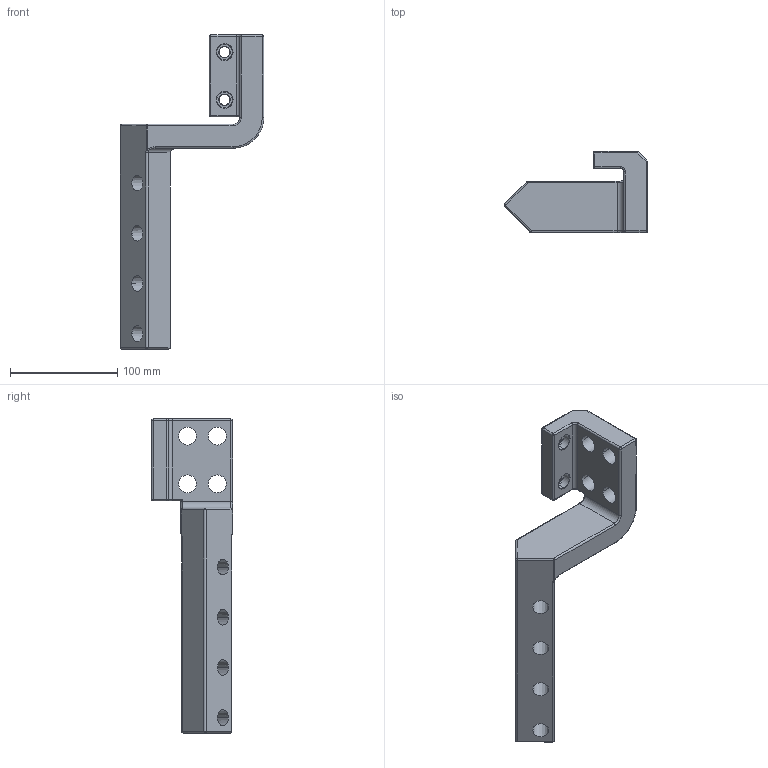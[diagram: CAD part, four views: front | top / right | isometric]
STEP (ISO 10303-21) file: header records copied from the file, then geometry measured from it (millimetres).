
FILE_DESCRIPTION((''),'2;1');
FILE_NAME('SE142C-055','2005-12-02T',('ban'),('ORNL/UT-Battelle'),'PRO/ENGINEER BY PARAMETRIC TECHNOLOGY CORPORATION, 2005310','PRO/ENGINEER BY PARAMETRIC TECHNOLOGY CORPORATION, 2005310','');
FILE_SCHEMA(('CONFIG_CONTROL_DESIGN'));
Length unit declared in the file: inch
Products named in the file (1): SE142C-055
Bounding box: 133.73 x 75.44 x 292.18 mm (x, y, z)
Volume: 447419.8 mm3; surface area: 77595.2 mm2
Topology: 1 solids, 2 shells, 161 faces, 367 edges, 214 vertices
Faces by surface type: cylinder 78, cone 30, plane 24, sphere 14, torus 12, bspline 3
Entity records: 4956 total; most frequent: CARTESIAN_POINT 1221, DIRECTION 815, ORIENTED_EDGE 726, EDGE_CURVE 365, AXIS2_PLACEMENT_3D 332, VERTEX_POINT 214, EDGE_LOOP 197, CIRCLE 173
